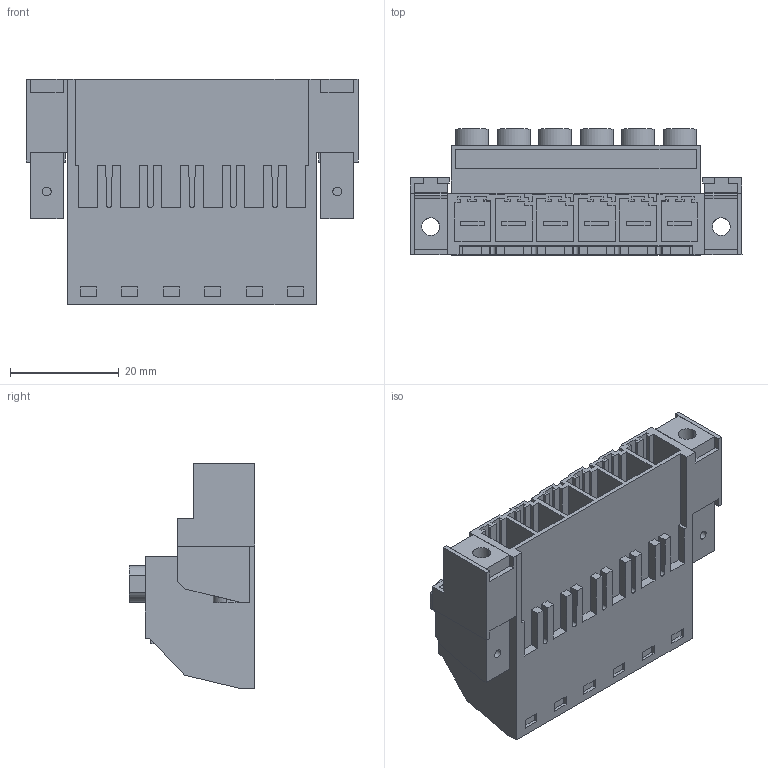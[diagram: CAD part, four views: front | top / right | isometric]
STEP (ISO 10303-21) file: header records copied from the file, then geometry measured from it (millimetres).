
FILE_DESCRIPTION(('CATIA V5R22 STEP214','CAx-IF Rec.Pracs.--- Model Styling and Organization---1.4--- 2014-01-23'),'2;1');
FILE_NAME ('D1459472_2_1931850000_1931850000.stp','2023-06-14T12:30:22+00:00',('none'),('Weidmueller'),'CATIA Version 5-6 Release 2016 SP3 HF44','CATIA V5 STEP AP214','none');
FILE_SCHEMA(('AUTOMOTIVE_DESIGN { 1 0 10303 214 1 1 1 1 }'));
Length unit declared in the file: millimetre
Products named in the file (1): 1931850000
Bounding box: 60.96 x 23.1 x 41.45 mm (x, y, z)
Volume: 22550.6 mm3; surface area: 18603.5 mm2
Topology: 17 solids, 17 shells, 619 faces, 1700 edges, 1143 vertices
Faces by surface type: plane 556, cylinder 63
Entity records: 19156 total; most frequent: CARTESIAN_POINT 3613, ORIENTED_EDGE 3400, DIRECTION 2587, EDGE_CURVE 1700, VECTOR 1535, LINE 1535, VERTEX_POINT 1143, EDGE_LOOP 663
